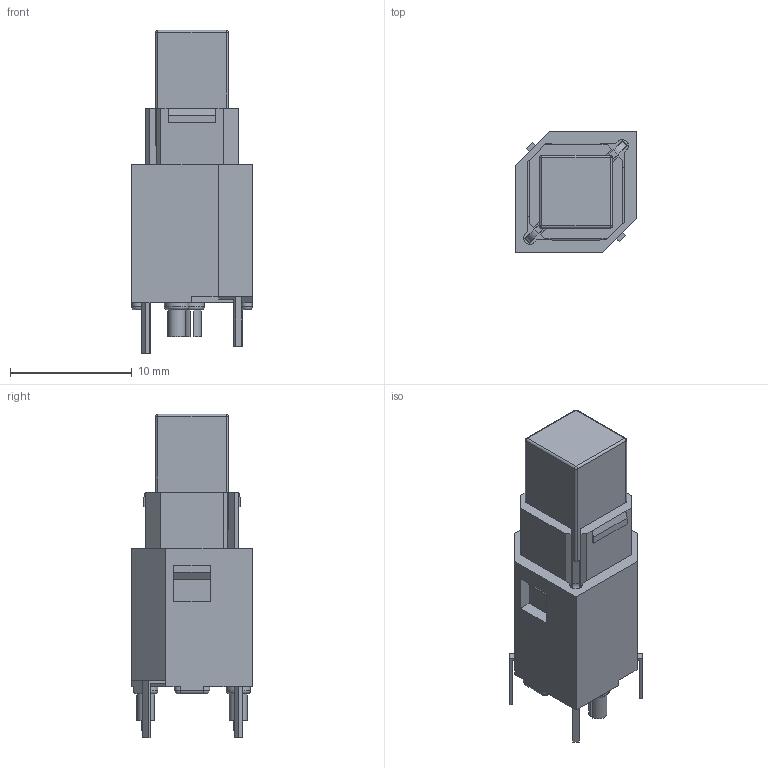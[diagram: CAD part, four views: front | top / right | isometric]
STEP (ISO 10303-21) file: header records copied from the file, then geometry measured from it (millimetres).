
FILE_DESCRIPTION((' '),'2;1');
FILE_NAME('LP2S1xxxxxx-N.stp','2017-07-20T14:42:53',(' '),(' '),' ','ACIS',' ');
FILE_SCHEMA(('CONFIG_CONTROL_DESIGN'));
Length unit declared in the file: inch
Products named in the file (1): LP2S1xxxxxx-N.stp
Bounding box: 9.9 x 9.9 x 26.6 mm (x, y, z)
Volume: 1022.1 mm3; surface area: 2082 mm2
Topology: 1 solids, 1 shells, 238 faces, 654 edges, 420 vertices
Faces by surface type: plane 188, cylinder 39, sphere 5, bspline 4, torus 2
Full cylindrical faces by diameter (mm): 2 x1, 2.8 x1, 3.2 x2, 4.6 x1, 4.8 x1
Entity records: 7629 total; most frequent: CARTESIAN_POINT 1485, ORIENTED_EDGE 1276, DIRECTION 1193, EDGE_CURVE 638, VECTOR 551, LINE 551, VERTEX_POINT 414, AXIS2_PLACEMENT_3D 321
